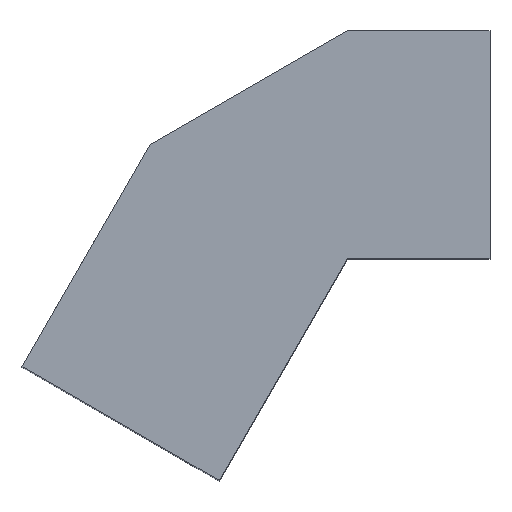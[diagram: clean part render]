
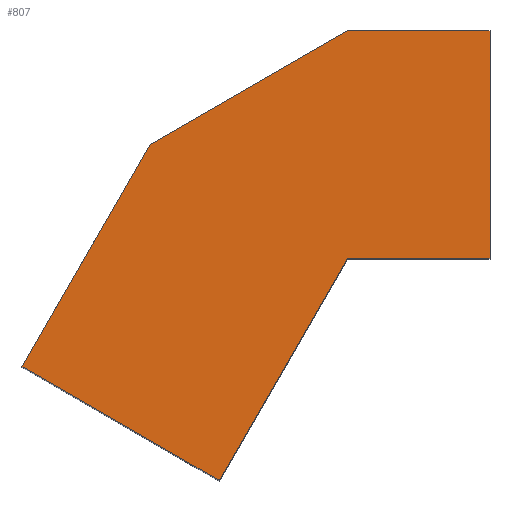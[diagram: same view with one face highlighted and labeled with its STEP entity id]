
A CAD part, top view. The second image highlights one B-rep face of the part: STEP entity #807.
In plain terms, the highlighted planar face has unit normal (0, 0, 1).
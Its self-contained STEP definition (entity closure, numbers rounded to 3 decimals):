
#302=DIRECTION('',(-0.866,-0.5,0.));
#303=VECTOR('',#302,8.);
#304=CARTESIAN_POINT('',(0.,0.,19.5));
#305=LINE('',#304,#303);
#309=DIRECTION('',(-1.,0.,0.));
#310=VECTOR('',#309,5.);
#311=CARTESIAN_POINT('',(5.,0.,19.5));
#312=LINE('',#311,#310);
#316=DIRECTION('',(0.,1.,0.));
#317=VECTOR('',#316,8.);
#318=CARTESIAN_POINT('',(5.,-8.,19.5));
#319=LINE('',#318,#317);
#323=DIRECTION('',(1.,0.,0.));
#324=VECTOR('',#323,5.);
#325=CARTESIAN_POINT('',(0.,-8.,19.5));
#326=LINE('',#325,#324);
#330=DIRECTION('',(0.5,0.866,0.));
#331=VECTOR('',#330,9.);
#332=CARTESIAN_POINT('',(-4.5,-15.794,19.5));
#333=LINE('',#332,#331);
#337=DIRECTION('',(0.866,-0.5,0.));
#338=VECTOR('',#337,1.732);
#339=CARTESIAN_POINT('',(-6.,-14.928,19.5));
#340=LINE('',#339,#338);
#344=DIRECTION('',(0.866,-0.5,0.));
#345=VECTOR('',#344,6.268);
#346=CARTESIAN_POINT('',(-11.428,-11.794,19.5));
#347=LINE('',#346,#345);
#351=DIRECTION('',(-0.5,-0.866,0.));
#352=VECTOR('',#351,9.);
#353=CARTESIAN_POINT('',(-6.928,-4.,19.5));
#354=LINE('',#353,#352);
#530=CARTESIAN_POINT('',(0.,0.,19.5));
#531=CARTESIAN_POINT('',(-6.928,-4.,19.5));
#532=VERTEX_POINT('',#530);
#533=VERTEX_POINT('',#531);
#534=CARTESIAN_POINT('',(-11.428,-11.794,19.5));
#535=VERTEX_POINT('',#534);
#536=CARTESIAN_POINT('',(-6.,-14.928,19.5));
#537=VERTEX_POINT('',#536);
#538=CARTESIAN_POINT('',(5.,-8.,19.5));
#539=CARTESIAN_POINT('',(5.,0.,19.5));
#540=VERTEX_POINT('',#538);
#541=VERTEX_POINT('',#539);
#544=CARTESIAN_POINT('',(0.,-8.,19.5));
#545=VERTEX_POINT('',#544);
#600=CARTESIAN_POINT('',(-4.5,-15.794,19.5));
#601=VERTEX_POINT('',#600);
#792=CARTESIAN_POINT('',(0.,0.,19.5));
#793=DIRECTION('',(0.,0.,1.));
#794=DIRECTION('',(-1.,0.,0.));
#795=AXIS2_PLACEMENT_3D('',#792,#793,#794);
#796=PLANE('',#795);
#797=ORIENTED_EDGE('',*,*,#634,.F.);
#798=ORIENTED_EDGE('',*,*,#649,.F.);
#799=ORIENTED_EDGE('',*,*,#663,.F.);
#800=ORIENTED_EDGE('',*,*,#695,.F.);
#801=ORIENTED_EDGE('',*,*,#709,.F.);
#802=ORIENTED_EDGE('',*,*,#741,.F.);
#803=ORIENTED_EDGE('',*,*,#755,.F.);
#804=ORIENTED_EDGE('',*,*,#768,.F.);
#805=EDGE_LOOP('',(#797,#798,#799,#800,#801,#802,#803,#804));
#806=FACE_OUTER_BOUND('',#805,.F.);
#634=EDGE_CURVE('',#532,#533,#305,.T.);
#649=EDGE_CURVE('',#541,#532,#312,.T.);
#663=EDGE_CURVE('',#540,#541,#319,.T.);
#695=EDGE_CURVE('',#545,#540,#326,.T.);
#709=EDGE_CURVE('',#601,#545,#333,.T.);
#741=EDGE_CURVE('',#537,#601,#340,.T.);
#755=EDGE_CURVE('',#535,#537,#347,.T.);
#768=EDGE_CURVE('',#533,#535,#354,.T.);
#807=ADVANCED_FACE('',(#806),#796,.T.);
